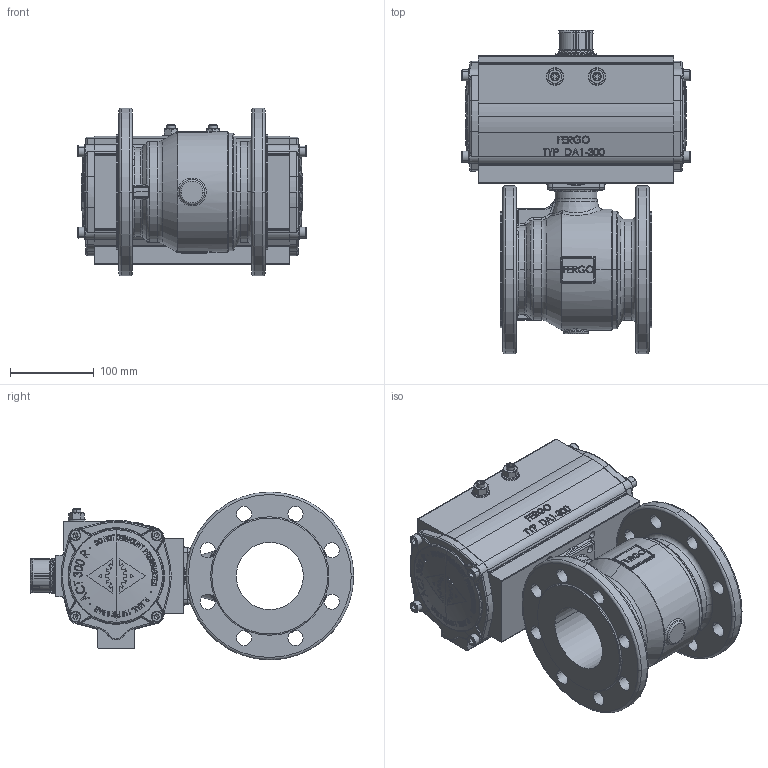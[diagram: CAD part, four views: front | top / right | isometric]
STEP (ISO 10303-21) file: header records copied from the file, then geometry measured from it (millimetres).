
FILE_DESCRIPTION (( 'STEP AP214' ), '1' );
FILE_NAME ('KH121-DN80-PN16-Pneumatischer-DA300-Doppeltwirkend-Schwenkantrieb-Fergo.STEP', '2022-10-27T11:12:07', ( '' ), ( '' ), 'SwSTEP 2.0', 'SolidWorks 2022', '' );
FILE_SCHEMA (( 'AUTOMOTIVE_DESIGN' ));
Length unit declared in the file: millimetre
Products named in the file (3): 0300 ADA; KH121-DN80-PN16-Pneumatischer-DA300-Doppeltwirkend-Schwenkantrieb-Fergo; KH121-kugelhahn-DN80-PN16-FW-Fergo
Assembly tree (2 placements, depth 2):
  KH121-DN80-PN16-Pneumatischer-DA300-Doppeltwirkend-Schwenkantrieb-Fergo
    KH121-kugelhahn-DN80-PN16-FW-Fergo
    0300 ADA
Bounding box: 272.6 x 385.29 x 200 mm (x, y, z)
Volume: 1965442.3 mm3; surface area: 659626.9 mm2
Topology: 28 solids, 31 shells, 5586 faces, 15103 edges, 9699 vertices
Faces by surface type: plane 2793, cylinder 1093, bspline 912, torus 292, cone 291, sphere 205
Entity records: 232299 total; most frequent: CARTESIAN_POINT 94933, ORIENTED_EDGE 29875, DIRECTION 27715, EDGE_CURVE 14948, AXIS2_PLACEMENT_3D 10821, VERTEX_POINT 9694, CIRCLE 6141, VECTOR 6073
